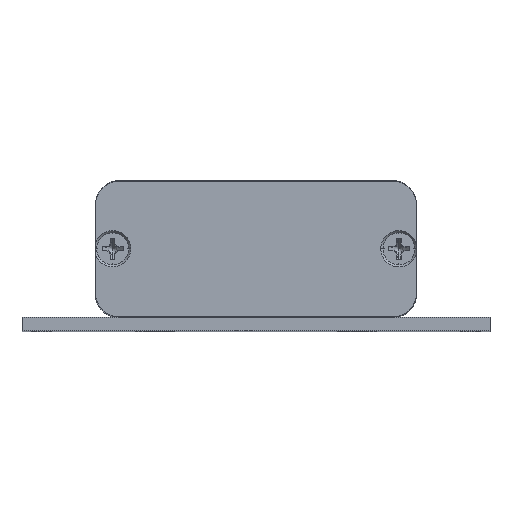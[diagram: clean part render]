
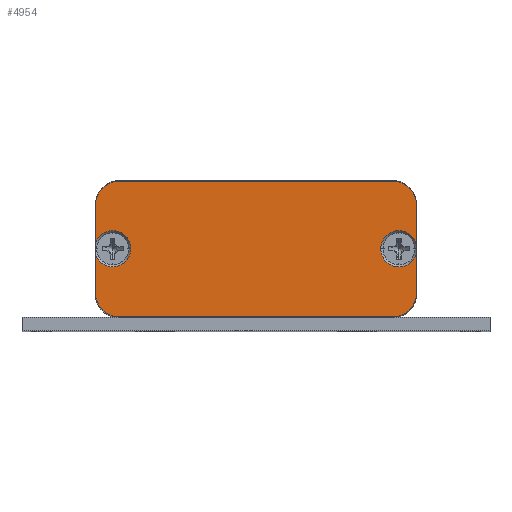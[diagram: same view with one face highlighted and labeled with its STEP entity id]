
A CAD part, top view. The second image highlights one B-rep face of the part: STEP entity #4954.
In plain terms, the highlighted planar face has unit normal (0, 0, 1).
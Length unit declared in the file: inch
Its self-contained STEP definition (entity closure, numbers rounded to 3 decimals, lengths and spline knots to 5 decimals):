
#4 = DIRECTION ( 'NONE',  ( 1., 0., 0. ) ) ;
#14 = DIRECTION ( 'NONE',  ( 0., 0., 1. ) ) ;
#42 = VERTEX_POINT ( 'NONE', #4678 ) ;
#45 = DIRECTION ( 'NONE',  ( 0., 0., 1. ) ) ;
#93 = CIRCLE ( 'NONE', #8193, 0.157 ) ;
#132 = CIRCLE ( 'NONE', #3699, 0.157 ) ;
#174 = DIRECTION ( 'NONE',  ( 0., -1., 0. ) ) ;
#290 = CIRCLE ( 'NONE', #8775, 0.12 ) ;
#621 = EDGE_CURVE ( 'NONE', #8058, #8893, #1124, .T. ) ;
#643 = CARTESIAN_POINT ( 'NONE',  ( 11.30207, 7.70999, 0.058 ) ) ;
#701 = LINE ( 'NONE', #2631, #11158 ) ;
#760 = PLANE ( 'NONE',  #934 ) ;
#878 = CARTESIAN_POINT ( 'NONE',  ( 11.45907, 7.45444, 0.058 ) ) ;
#934 = AXIS2_PLACEMENT_3D ( 'NONE', #878, #10686, #3573 ) ;
#1077 = CIRCLE ( 'NONE', #10704, 0.12 ) ;
#1085 = CIRCLE ( 'NONE', #10887, 0.12 ) ;
#1124 = LINE ( 'NONE', #7608, #5544 ) ;
#1233 = VERTEX_POINT ( 'NONE', #4292 ) ;
#1272 = AXIS2_PLACEMENT_3D ( 'NONE', #2010, #14, #4605 ) ;
#1493 = ORIENTED_EDGE ( 'NONE', *, *, #8951, .T. ) ;
#1656 = DIRECTION ( 'NONE',  ( 0., 0., 1. ) ) ;
#2010 = CARTESIAN_POINT ( 'NONE',  ( 11.41557, 7.74894, 0.058 ) ) ;
#2034 = CARTESIAN_POINT ( 'NONE',  ( 13.31157, 7.74894, 0.058 ) ) ;
#2075 = EDGE_CURVE ( 'NONE', #7346, #2828, #701, .T. ) ;
#2118 = LINE ( 'NONE', #11161, #7963 ) ;
#2631 = CARTESIAN_POINT ( 'NONE',  ( 11.45907, 8.19744, 0.058 ) ) ;
#2635 = FACE_OUTER_BOUND ( 'NONE', #9944, .T. ) ;
#2680 = CARTESIAN_POINT ( 'NONE',  ( 13.27007, 7.45444, 0.058 ) ) ;
#2782 = CARTESIAN_POINT ( 'NONE',  ( 13.42707, 7.7815, 0.058 ) ) ;
#2825 = DIRECTION ( 'NONE',  ( 0., -1., 0. ) ) ;
#2828 = VERTEX_POINT ( 'NONE', #7576 ) ;
#2889 = CIRCLE ( 'NONE', #6478, 0.157 ) ;
#2991 = EDGE_CURVE ( 'NONE', #2828, #6688, #132, .T. ) ;
#3078 = EDGE_CURVE ( 'NONE', #11228, #42, #6345, .T. ) ;
#3172 = EDGE_CURVE ( 'NONE', #8058, #6364, #1077, .T. ) ;
#3315 = DIRECTION ( 'NONE',  ( 1., 0., 0. ) ) ;
#3329 = ORIENTED_EDGE ( 'NONE', *, *, #3172, .F. ) ;
#3404 = EDGE_CURVE ( 'NONE', #42, #5111, #1085, .T. ) ;
#3573 = DIRECTION ( 'NONE',  ( 1., 0., 0. ) ) ;
#3601 = CARTESIAN_POINT ( 'NONE',  ( 13.42707, 7.71639, 0.058 ) ) ;
#3699 = AXIS2_PLACEMENT_3D ( 'NONE', #11590, #9698, #8923 ) ;
#4014 = CARTESIAN_POINT ( 'NONE',  ( 11.30207, 8.04044, 0.058 ) ) ;
#4043 = ORIENTED_EDGE ( 'NONE', *, *, #10836, .T. ) ;
#4052 = VECTOR ( 'NONE', #2825, 39.37008 ) ;
#4075 = CARTESIAN_POINT ( 'NONE',  ( 11.30207, 7.45444, 0.058 ) ) ;
#4081 = ORIENTED_EDGE ( 'NONE', *, *, #6413, .T. ) ;
#4101 = ORIENTED_EDGE ( 'NONE', *, *, #7044, .T. ) ;
#4292 = CARTESIAN_POINT ( 'NONE',  ( 13.27007, 7.29744, 0.058 ) ) ;
#4409 = CARTESIAN_POINT ( 'NONE',  ( 11.41557, 7.74894, 0.058 ) ) ;
#4473 = EDGE_CURVE ( 'NONE', #8968, #1233, #7988, .T. ) ;
#4605 = DIRECTION ( 'NONE',  ( 1., 0., 0. ) ) ;
#4678 = CARTESIAN_POINT ( 'NONE',  ( 11.53557, 7.74894, 0.058 ) ) ;
#4762 = VERTEX_POINT ( 'NONE', #3601 ) ;
#4928 = CIRCLE ( 'NONE', #9456, 0.157 ) ;
#4954 = ADVANCED_FACE ( 'NONE', ( #2635 ), #760, .T. ) ;
#5075 = VECTOR ( 'NONE', #3315, 39.37008 ) ;
#5111 = VERTEX_POINT ( 'NONE', #6086 ) ;
#5317 = CARTESIAN_POINT ( 'NONE',  ( 11.45907, 7.29744, 0.058 ) ) ;
#5385 = VERTEX_POINT ( 'NONE', #4075 ) ;
#5544 = VECTOR ( 'NONE', #11224, 39.37008 ) ;
#5545 = CARTESIAN_POINT ( 'NONE',  ( 13.31157, 7.74894, 0.058 ) ) ;
#5556 = CARTESIAN_POINT ( 'NONE',  ( 13.27007, 8.19744, 0.058 ) ) ;
#5567 = VECTOR ( 'NONE', #9499, 39.37008 ) ;
#5588 = CARTESIAN_POINT ( 'NONE',  ( 13.42707, 8.04044, 0.058 ) ) ;
#5940 = CARTESIAN_POINT ( 'NONE',  ( 11.45907, 7.29744, 0.058 ) ) ;
#6086 = CARTESIAN_POINT ( 'NONE',  ( 11.30207, 7.7879, 0.058 ) ) ;
#6345 = CIRCLE ( 'NONE', #1272, 0.12 ) ;
#6364 = VERTEX_POINT ( 'NONE', #11538 ) ;
#6399 = DIRECTION ( 'NONE',  ( 1., 0., 0. ) ) ;
#6413 = EDGE_CURVE ( 'NONE', #8893, #7346, #2889, .T. ) ;
#6478 = AXIS2_PLACEMENT_3D ( 'NONE', #9876, #8987, #8103 ) ;
#6688 = VERTEX_POINT ( 'NONE', #4014 ) ;
#7044 = EDGE_CURVE ( 'NONE', #1233, #10858, #93, .T. ) ;
#7232 = DIRECTION ( 'NONE',  ( 1., 0., 0. ) ) ;
#7233 = ORIENTED_EDGE ( 'NONE', *, *, #2075, .T. ) ;
#7238 = EDGE_CURVE ( 'NONE', #6364, #4762, #290, .T. ) ;
#7346 = VERTEX_POINT ( 'NONE', #5556 ) ;
#7478 = ORIENTED_EDGE ( 'NONE', *, *, #621, .T. ) ;
#7576 = CARTESIAN_POINT ( 'NONE',  ( 11.45907, 8.19744, 0.058 ) ) ;
#7608 = CARTESIAN_POINT ( 'NONE',  ( 13.42707, 8.04044, 0.058 ) ) ;
#7631 = ORIENTED_EDGE ( 'NONE', *, *, #3078, .F. ) ;
#7679 = ORIENTED_EDGE ( 'NONE', *, *, #8445, .T. ) ;
#7963 = VECTOR ( 'NONE', #174, 39.37008 ) ;
#7988 = LINE ( 'NONE', #5317, #5075 ) ;
#8058 = VERTEX_POINT ( 'NONE', #2782 ) ;
#8103 = DIRECTION ( 'NONE',  ( 1., 0., 0. ) ) ;
#8147 = CARTESIAN_POINT ( 'NONE',  ( 11.45907, 7.45444, 0.058 ) ) ;
#8193 = AXIS2_PLACEMENT_3D ( 'NONE', #2680, #8947, #11553 ) ;
#8445 = EDGE_CURVE ( 'NONE', #6688, #5111, #9926, .T. ) ;
#8775 = AXIS2_PLACEMENT_3D ( 'NONE', #2034, #9061, #6399 ) ;
#8893 = VERTEX_POINT ( 'NONE', #5588 ) ;
#8923 = DIRECTION ( 'NONE',  ( 1., 0., 0. ) ) ;
#8947 = DIRECTION ( 'NONE',  ( 0., 0., 1. ) ) ;
#8951 = EDGE_CURVE ( 'NONE', #10858, #4762, #11327, .T. ) ;
#8968 = VERTEX_POINT ( 'NONE', #5940 ) ;
#8981 = ORIENTED_EDGE ( 'NONE', *, *, #2991, .T. ) ;
#8987 = DIRECTION ( 'NONE',  ( 0., 0., 1. ) ) ;
#9061 = DIRECTION ( 'NONE',  ( 0., 0., 1. ) ) ;
#9220 = DIRECTION ( 'NONE',  ( 0., 0., 1. ) ) ;
#9318 = CARTESIAN_POINT ( 'NONE',  ( 13.42707, 8.04044, 0.058 ) ) ;
#9456 = AXIS2_PLACEMENT_3D ( 'NONE', #8147, #1656, #4 ) ;
#9499 = DIRECTION ( 'NONE',  ( 0., 1., 0. ) ) ;
#9554 = ORIENTED_EDGE ( 'NONE', *, *, #7238, .F. ) ;
#9698 = DIRECTION ( 'NONE',  ( 0., 0., 1. ) ) ;
#9872 = DIRECTION ( 'NONE',  ( 1., 0., 0. ) ) ;
#9876 = CARTESIAN_POINT ( 'NONE',  ( 13.27007, 8.04044, 0.058 ) ) ;
#9926 = LINE ( 'NONE', #10040, #4052 ) ;
#9944 = EDGE_LOOP ( 'NONE', ( #7631, #11513, #4043, #10377, #4101, #1493, #9554, #3329, #7478, #4081, #7233, #8981, #7679, #11424 ) ) ;
#10040 = CARTESIAN_POINT ( 'NONE',  ( 11.30207, 8.04044, 0.058 ) ) ;
#10377 = ORIENTED_EDGE ( 'NONE', *, *, #4473, .T. ) ;
#10686 = DIRECTION ( 'NONE',  ( 0., 0., 1. ) ) ;
#10704 = AXIS2_PLACEMENT_3D ( 'NONE', #5545, #9220, #9872 ) ;
#10790 = DIRECTION ( 'NONE',  ( -1., 0., 0. ) ) ;
#10836 = EDGE_CURVE ( 'NONE', #5385, #8968, #4928, .T. ) ;
#10858 = VERTEX_POINT ( 'NONE', #10867 ) ;
#10867 = CARTESIAN_POINT ( 'NONE',  ( 13.42707, 7.45444, 0.058 ) ) ;
#10887 = AXIS2_PLACEMENT_3D ( 'NONE', #4409, #45, #7232 ) ;
#10982 = EDGE_CURVE ( 'NONE', #11228, #5385, #2118, .T. ) ;
#11158 = VECTOR ( 'NONE', #10790, 39.37008 ) ;
#11161 = CARTESIAN_POINT ( 'NONE',  ( 11.30207, 8.04044, 0.058 ) ) ;
#11224 = DIRECTION ( 'NONE',  ( 0., 1., 0. ) ) ;
#11228 = VERTEX_POINT ( 'NONE', #643 ) ;
#11327 = LINE ( 'NONE', #9318, #5567 ) ;
#11424 = ORIENTED_EDGE ( 'NONE', *, *, #3404, .F. ) ;
#11513 = ORIENTED_EDGE ( 'NONE', *, *, #10982, .T. ) ;
#11538 = CARTESIAN_POINT ( 'NONE',  ( 13.19157, 7.74894, 0.058 ) ) ;
#11553 = DIRECTION ( 'NONE',  ( 1., 0., 0. ) ) ;
#11590 = CARTESIAN_POINT ( 'NONE',  ( 11.45907, 8.04044, 0.058 ) ) ;
